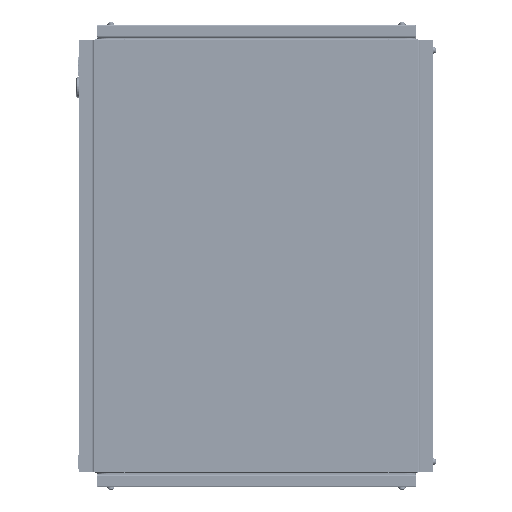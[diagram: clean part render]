
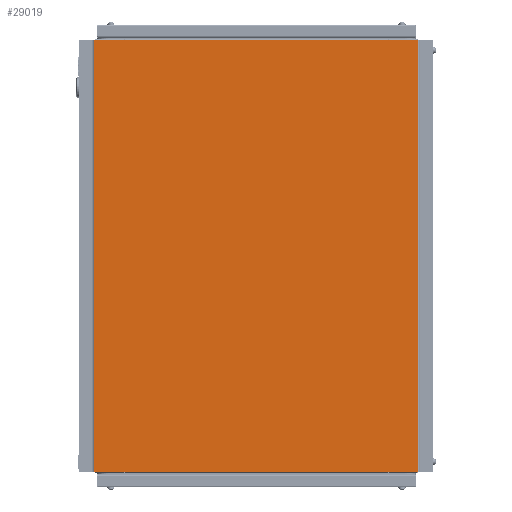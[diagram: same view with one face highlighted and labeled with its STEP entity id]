
A CAD part, front view. The second image highlights one B-rep face of the part: STEP entity #29019.
In plain terms, the highlighted planar face has unit normal (0, -1, 0).
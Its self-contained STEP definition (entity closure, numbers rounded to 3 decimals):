
#417 = EDGE_LOOP ( 'NONE', ( #32491, #47816, #37757, #20920 ) ) ;
#1410 = EDGE_CURVE ( 'NONE', #21940, #26641, #19126, .T. ) ;
#5661 = DIRECTION ( 'NONE',  ( 1., 0., 0. ) ) ;
#7452 = DIRECTION ( 'NONE',  ( 0., 0., -1. ) ) ;
#7585 = CARTESIAN_POINT ( 'NONE',  ( 469.2, -20., 0. ) ) ;
#8100 = CARTESIAN_POINT ( 'NONE',  ( 469.2, -20., 599. ) ) ;
#9258 = CARTESIAN_POINT ( 'NONE',  ( 19.8, -20., 599. ) ) ;
#12656 = EDGE_CURVE ( 'NONE', #18222, #26641, #43085, .T. ) ;
#13935 = DIRECTION ( 'NONE',  ( 0., 1., 0. ) ) ;
#14466 = AXIS2_PLACEMENT_3D ( 'NONE', #9258, #13935, #25956 ) ;
#15483 = VECTOR ( 'NONE', #20773, 1000. ) ;
#16523 = CARTESIAN_POINT ( 'NONE',  ( 20.8, -20., 0. ) ) ;
#16661 = VECTOR ( 'NONE', #7452, 1000. ) ;
#18222 = VERTEX_POINT ( 'NONE', #16523 ) ;
#19126 = LINE ( 'NONE', #39319, #38259 ) ;
#20773 = DIRECTION ( 'NONE',  ( 1., 0., 0. ) ) ;
#20920 = ORIENTED_EDGE ( 'NONE', *, *, #26357, .T. ) ;
#21711 = VECTOR ( 'NONE', #5661, 1000. ) ;
#21940 = VERTEX_POINT ( 'NONE', #8100 ) ;
#23752 = CARTESIAN_POINT ( 'NONE',  ( 20.8, -20., 599. ) ) ;
#25956 = DIRECTION ( 'NONE',  ( -1., 0., 0. ) ) ;
#26357 = EDGE_CURVE ( 'NONE', #38316, #18222, #52204, .T. ) ;
#26641 = VERTEX_POINT ( 'NONE', #7585 ) ;
#29019 = ADVANCED_FACE ( 'NONE', ( #51825 ), #30853, .F. ) ;
#30853 = PLANE ( 'NONE',  #14466 ) ;
#32491 = ORIENTED_EDGE ( 'NONE', *, *, #12656, .T. ) ;
#35215 = DIRECTION ( 'NONE',  ( 0., 0., -1. ) ) ;
#36637 = CARTESIAN_POINT ( 'NONE',  ( 20.8, -20., 599. ) ) ;
#37757 = ORIENTED_EDGE ( 'NONE', *, *, #53390, .F. ) ;
#38259 = VECTOR ( 'NONE', #35215, 1000. ) ;
#38316 = VERTEX_POINT ( 'NONE', #23752 ) ;
#39319 = CARTESIAN_POINT ( 'NONE',  ( 469.2, -20., 599. ) ) ;
#42586 = LINE ( 'NONE', #50202, #15483 ) ;
#43085 = LINE ( 'NONE', #47159, #21711 ) ;
#47159 = CARTESIAN_POINT ( 'NONE',  ( 19.8, -20., 0. ) ) ;
#47816 = ORIENTED_EDGE ( 'NONE', *, *, #1410, .F. ) ;
#50202 = CARTESIAN_POINT ( 'NONE',  ( 19.8, -20., 599. ) ) ;
#51825 = FACE_OUTER_BOUND ( 'NONE', #417, .T. ) ;
#52204 = LINE ( 'NONE', #36637, #16661 ) ;
#53390 = EDGE_CURVE ( 'NONE', #38316, #21940, #42586, .T. ) ;
